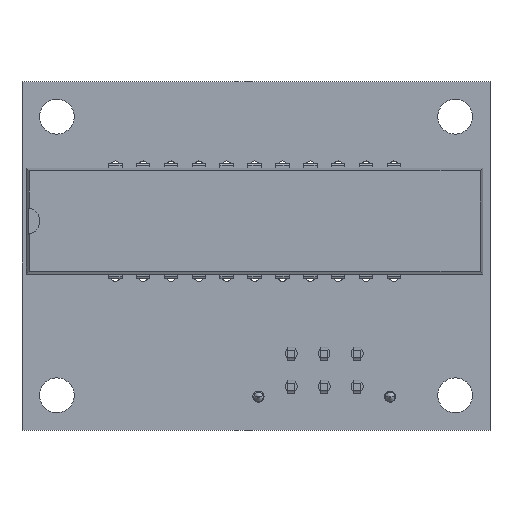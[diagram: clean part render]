
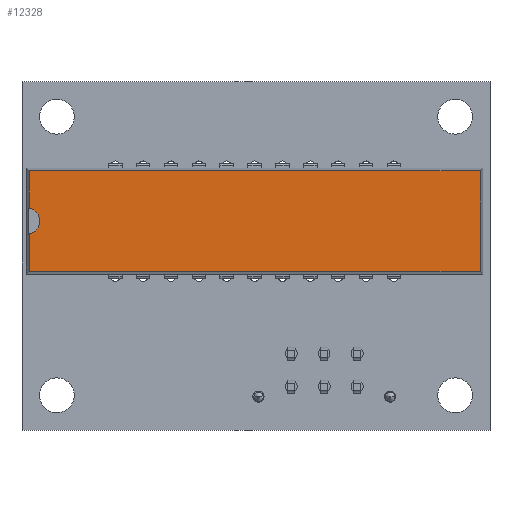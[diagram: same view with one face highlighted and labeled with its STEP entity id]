
A CAD part, top view. The second image highlights one B-rep face of the part: STEP entity #12328.
In plain terms, the highlighted planar face has unit normal (0, 0, 1).
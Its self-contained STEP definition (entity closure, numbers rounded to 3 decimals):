
#12160 = VERTEX_POINT('',#12161);
#12161 = CARTESIAN_POINT('',(-4.584,-20.559,3.72));
#12169 = VERTEX_POINT('',#12170);
#12170 = CARTESIAN_POINT('',(-4.584,20.559,3.72));
#12176 = EDGE_CURVE('',#12160,#12169,#12177,.T.);
#12177 = LINE('',#12178,#12179);
#12178 = CARTESIAN_POINT('',(-4.584,-20.8,3.72));
#12179 = VECTOR('',#12180,1.);
#12180 = DIRECTION('',(0.,1.,0.));
#12270 = VERTEX_POINT('',#12271);
#12271 = CARTESIAN_POINT('',(4.584,-20.559,3.72));
#12277 = EDGE_CURVE('',#12160,#12270,#12278,.T.);
#12278 = LINE('',#12279,#12280);
#12279 = CARTESIAN_POINT('',(-4.825,-20.559,3.72));
#12280 = VECTOR('',#12281,1.);
#12281 = DIRECTION('',(1.,0.,0.));
#12328 = ADVANCED_FACE('',(#12329),#12364,.T.);
#12329 = FACE_BOUND('',#12330,.T.);
#12330 = EDGE_LOOP('',(#12331,#12332,#12333,#12341,#12349,#12358));
#12331 = ORIENTED_EDGE('',*,*,#12176,.F.);
#12332 = ORIENTED_EDGE('',*,*,#12277,.T.);
#12333 = ORIENTED_EDGE('',*,*,#12334,.T.);
#12334 = EDGE_CURVE('',#12270,#12335,#12337,.T.);
#12335 = VERTEX_POINT('',#12336);
#12336 = CARTESIAN_POINT('',(4.584,20.559,3.72));
#12337 = LINE('',#12338,#12339);
#12338 = CARTESIAN_POINT('',(4.584,-20.8,3.72));
#12339 = VECTOR('',#12340,1.);
#12340 = DIRECTION('',(0.,1.,0.));
#12341 = ORIENTED_EDGE('',*,*,#12342,.F.);
#12342 = EDGE_CURVE('',#12343,#12335,#12345,.T.);
#12343 = VERTEX_POINT('',#12344);
#12344 = CARTESIAN_POINT('',(1.182,20.559,3.72));
#12345 = LINE('',#12346,#12347);
#12346 = CARTESIAN_POINT('',(-4.825,20.559,3.72));
#12347 = VECTOR('',#12348,1.);
#12348 = DIRECTION('',(1.,0.,0.));
#12349 = ORIENTED_EDGE('',*,*,#12350,.F.);
#12350 = EDGE_CURVE('',#12351,#12343,#12353,.T.);
#12351 = VERTEX_POINT('',#12352);
#12352 = CARTESIAN_POINT('',(-1.182,20.559,3.72));
#12353 = CIRCLE('',#12354,1.206);
#12354 = AXIS2_PLACEMENT_3D('',#12355,#12356,#12357);
#12355 = CARTESIAN_POINT('',(0.,20.8,3.72));
#12356 = DIRECTION('',(0.,0.,1.));
#12357 = DIRECTION('',(1.,0.,0.));
#12358 = ORIENTED_EDGE('',*,*,#12359,.F.);
#12359 = EDGE_CURVE('',#12169,#12351,#12360,.T.);
#12360 = LINE('',#12361,#12362);
#12361 = CARTESIAN_POINT('',(-4.825,20.559,3.72));
#12362 = VECTOR('',#12363,1.);
#12363 = DIRECTION('',(1.,0.,0.));
#12364 = PLANE('',#12365);
#12365 = AXIS2_PLACEMENT_3D('',#12366,#12367,#12368);
#12366 = CARTESIAN_POINT('',(-4.825,-20.8,3.72));
#12367 = DIRECTION('',(0.,0.,1.));
#12368 = DIRECTION('',(1.,0.,0.));
